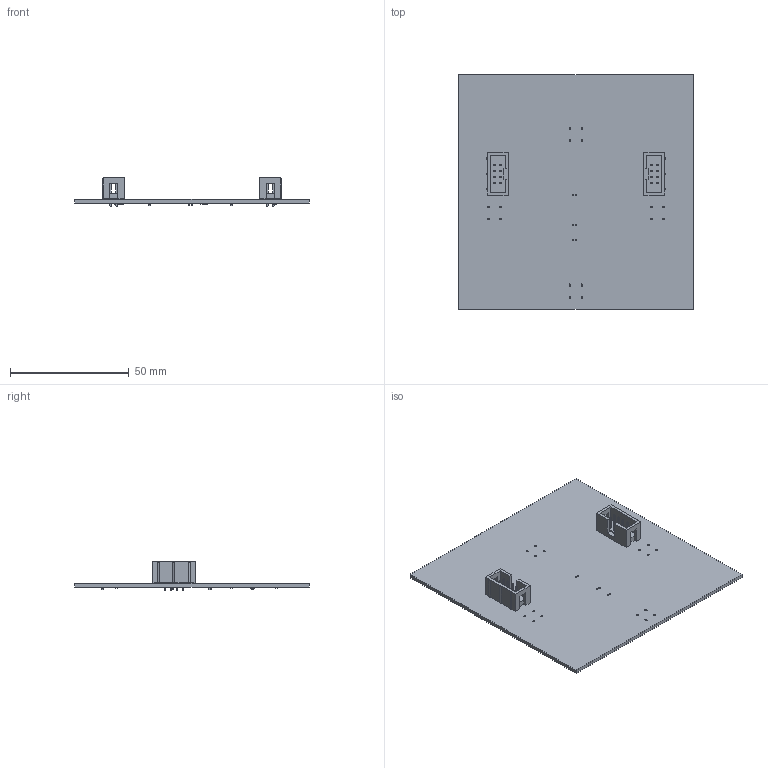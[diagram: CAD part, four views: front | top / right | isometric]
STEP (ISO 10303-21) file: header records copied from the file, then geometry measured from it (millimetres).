
FILE_DESCRIPTION(('FreeCAD Model'),'2;1');
FILE_NAME( 'Face8.step', '2019-07-10T02:21:53',('Author'),(''), 'Open CASCADE STEP processor 7.3','FreeCAD','Unknown');
FILE_SCHEMA(('AUTOMOTIVE_DESIGN { 1 0 10303 214 1 1 1 1 }'));
Length unit declared in the file: millimetre
Products named in the file (24): Face8; Board_GeomsFace8; PcbFace8; Open CASCADE STEP translator 7.3 5.1.1.1; PCB_Sketch; Step_ModelsFace8; TopFace8; J8_; J8_001; BotFace8; LED8_; LED8_007; LED8_012; LED8_009; LED8_001; LED8_002; LED8_006; LED8_003; LED8_011; LED8_010; LED8_013; LED8_005; LED8_004; LED8_008
Assembly tree (23 placements, depth 4):
  Face8
    Board_GeomsFace8
      PcbFace8
        Open CASCADE STEP translator 7.3 5.1.1.1
      PCB_Sketch
    Step_ModelsFace8
      TopFace8
        J8_
        J8_001
      BotFace8
        LED8_
        LED8_007
        LED8_012
        LED8_009
        LED8_001
        LED8_002
        LED8_006
        LED8_003
        LED8_011
        LED8_010
        LED8_013
        LED8_005
        LED8_004
        LED8_008
Bounding box: 99.06 x 99.06 x 12.1 mm (x, y, z)
Volume: 17063.4 mm3; surface area: 22840.2 mm2
Topology: 17 solids, 17 shells, 1100 faces, 2852 edges, 1836 vertices
Faces by surface type: plane 884, cylinder 216
Full cylindrical faces by diameter (mm): 0.6 x6, 1 x12, 1.016 x16
Entity records: 40470 total; most frequent: CARTESIAN_POINT 5812, ORIENTED_EDGE 5696, DIRECTION 5544, EDGE_CURVE 2848, LINE 2408, VECTOR 2408, VERTEX_POINT 1828, AXIS2_PLACEMENT_3D 1568
